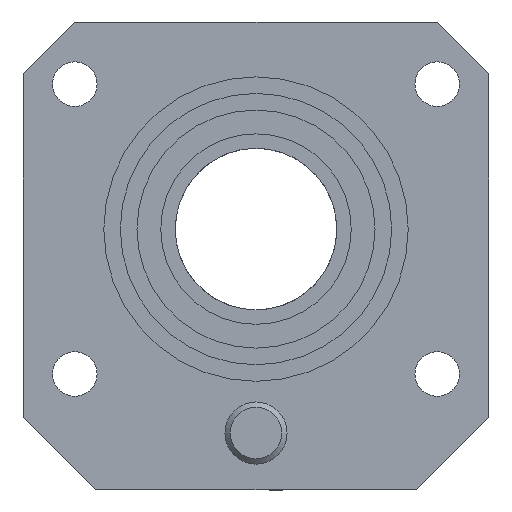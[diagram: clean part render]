
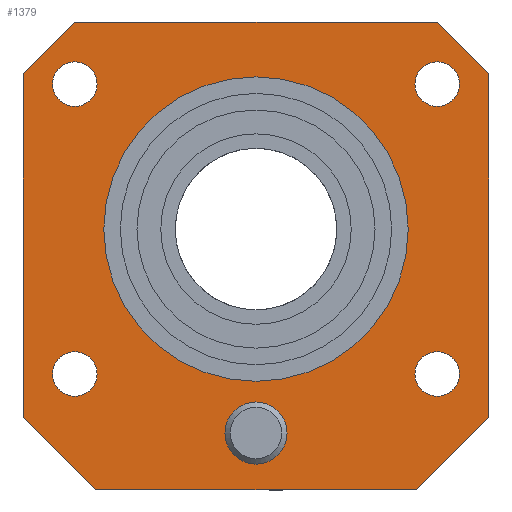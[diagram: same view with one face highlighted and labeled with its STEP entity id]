
A CAD part, left-side view. The second image highlights one B-rep face of the part: STEP entity #1379.
In plain terms, the highlighted planar face has unit normal (-1, 0, 0).
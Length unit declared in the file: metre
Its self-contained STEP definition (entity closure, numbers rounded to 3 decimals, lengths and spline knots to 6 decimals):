
#64=PLANE('',#1516);
#114=LINE('',#2328,#218);
#143=LINE('',#2468,#247);
#149=LINE('',#2484,#253);
#151=LINE('',#2496,#255);
#167=LINE('',#2556,#271);
#168=LINE('',#2557,#272);
#169=LINE('',#2558,#273);
#170=LINE('',#2559,#274);
#218=VECTOR('',#1644,1.);
#247=VECTOR('',#1727,1.);
#253=VECTOR('',#1737,1.);
#255=VECTOR('',#1749,1.);
#271=VECTOR('',#1799,1.);
#272=VECTOR('',#1800,1.);
#273=VECTOR('',#1801,1.);
#274=VECTOR('',#1802,1.);
#438=ORIENTED_EDGE('',*,*,#792,.T.);
#439=ORIENTED_EDGE('',*,*,#793,.F.);
#440=ORIENTED_EDGE('',*,*,#794,.F.);
#441=ORIENTED_EDGE('',*,*,#795,.F.);
#442=ORIENTED_EDGE('',*,*,#796,.F.);
#443=ORIENTED_EDGE('',*,*,#797,.T.);
#444=ORIENTED_EDGE('',*,*,#761,.F.);
#445=ORIENTED_EDGE('',*,*,#798,.T.);
#446=ORIENTED_EDGE('',*,*,#754,.F.);
#447=ORIENTED_EDGE('',*,*,#799,.T.);
#448=ORIENTED_EDGE('',*,*,#700,.T.);
#449=ORIENTED_EDGE('',*,*,#800,.T.);
#450=ORIENTED_EDGE('',*,*,#767,.T.);
#451=ORIENTED_EDGE('',*,*,#801,.T.);
#700=EDGE_CURVE('',#885,#886,#114,.T.);
#754=EDGE_CURVE('',#929,#930,#143,.T.);
#761=EDGE_CURVE('',#936,#937,#149,.T.);
#767=EDGE_CURVE('',#942,#943,#151,.T.);
#792=EDGE_CURVE('',#963,#963,#1045,.T.);
#793=EDGE_CURVE('',#964,#964,#1046,.F.);
#794=EDGE_CURVE('',#965,#965,#1047,.F.);
#795=EDGE_CURVE('',#966,#966,#1048,.F.);
#796=EDGE_CURVE('',#967,#967,#1049,.F.);
#797=EDGE_CURVE('',#968,#968,#1050,.T.);
#798=EDGE_CURVE('',#936,#930,#167,.F.);
#799=EDGE_CURVE('',#929,#885,#168,.T.);
#800=EDGE_CURVE('',#886,#942,#169,.F.);
#801=EDGE_CURVE('',#943,#937,#170,.T.);
#885=VERTEX_POINT('',#2329);
#886=VERTEX_POINT('',#2330);
#929=VERTEX_POINT('',#2469);
#930=VERTEX_POINT('',#2470);
#936=VERTEX_POINT('',#2483);
#937=VERTEX_POINT('',#2485);
#942=VERTEX_POINT('',#2497);
#943=VERTEX_POINT('',#2498);
#963=VERTEX_POINT('',#2545);
#964=VERTEX_POINT('',#2547);
#965=VERTEX_POINT('',#2549);
#966=VERTEX_POINT('',#2551);
#967=VERTEX_POINT('',#2553);
#968=VERTEX_POINT('',#2555);
#1045=CIRCLE('',#1517,0.003);
#1046=CIRCLE('',#1518,0.00215);
#1047=CIRCLE('',#1519,0.00215);
#1048=CIRCLE('',#1520,0.00215);
#1049=CIRCLE('',#1521,0.00215);
#1050=CIRCLE('',#1522,0.0147);
#1113=EDGE_LOOP('',(#438));
#1114=EDGE_LOOP('',(#439));
#1115=EDGE_LOOP('',(#440));
#1116=EDGE_LOOP('',(#441));
#1117=EDGE_LOOP('',(#442));
#1118=EDGE_LOOP('',(#443));
#1119=EDGE_LOOP('',(#444,#445,#446,#447,#448,#449,#450,#451));
#1255=FACE_BOUND('',#1113,.T.);
#1256=FACE_BOUND('',#1114,.T.);
#1257=FACE_BOUND('',#1115,.T.);
#1258=FACE_BOUND('',#1116,.T.);
#1259=FACE_BOUND('',#1117,.T.);
#1260=FACE_BOUND('',#1118,.T.);
#1261=FACE_BOUND('',#1119,.T.);
#1379=ADVANCED_FACE('',(#1255,#1256,#1257,#1258,#1259,#1260,#1261),#64,
 .F.);
#1516=AXIS2_PLACEMENT_3D('',#2543,#1785,#1786);
#1517=AXIS2_PLACEMENT_3D('',#2544,#1787,#1788);
#1518=AXIS2_PLACEMENT_3D('',#2546,#1789,#1790);
#1519=AXIS2_PLACEMENT_3D('',#2548,#1791,#1792);
#1520=AXIS2_PLACEMENT_3D('',#2550,#1793,#1794);
#1521=AXIS2_PLACEMENT_3D('',#2552,#1795,#1796);
#1522=AXIS2_PLACEMENT_3D('',#2554,#1797,#1798);
#1644=DIRECTION('',(0.,0.,1.));
#1727=DIRECTION('',(0.,1.,0.));
#1737=DIRECTION('',(0.,0.,1.));
#1749=DIRECTION('',(0.,1.,0.));
#1785=DIRECTION('',(1.,0.,0.));
#1786=DIRECTION('',(0.,1.,0.));
#1787=DIRECTION('',(1.,0.,0.));
#1788=DIRECTION('',(0.,0.,-1.));
#1789=DIRECTION('',(1.,0.,0.));
#1790=DIRECTION('',(0.,0.,-1.));
#1791=DIRECTION('',(1.,0.,0.));
#1792=DIRECTION('',(0.,0.,-1.));
#1793=DIRECTION('',(1.,0.,0.));
#1794=DIRECTION('',(0.,0.,-1.));
#1795=DIRECTION('',(1.,0.,0.));
#1796=DIRECTION('',(0.,0.,-1.));
#1797=DIRECTION('',(1.,0.,0.));
#1798=DIRECTION('',(0.,0.,-1.));
#1799=DIRECTION('',(0.,0.707,0.707));
#1800=DIRECTION('',(0.,-0.707,0.707));
#1801=DIRECTION('',(0.,-0.707,-0.707));
#1802=DIRECTION('',(0.,0.707,-0.707));
#2328=CARTESIAN_POINT('',(0.,-0.0225,0.));
#2329=CARTESIAN_POINT('',(0.,-0.0225,-0.0182));
#2330=CARTESIAN_POINT('',(0.,-0.0225,0.015));
#2468=CARTESIAN_POINT('',(0.,0.,-0.0252));
#2469=CARTESIAN_POINT('',(0.,-0.0155,-0.0252));
#2470=CARTESIAN_POINT('',(0.,0.0155,-0.0252));
#2483=CARTESIAN_POINT('',(0.,0.0225,-0.0182));
#2484=CARTESIAN_POINT('',(0.,0.0225,0.));
#2485=CARTESIAN_POINT('',(0.,0.0225,0.015));
#2496=CARTESIAN_POINT('',(0.,0.,0.02));
#2497=CARTESIAN_POINT('',(0.,-0.0175,0.02));
#2498=CARTESIAN_POINT('',(0.,0.0175,0.02));
#2543=CARTESIAN_POINT('',(0.,0.,0.));
#2544=CARTESIAN_POINT('',(0.,0.,-0.0197));
#2545=CARTESIAN_POINT('',(0.,0.,-0.0227));
#2546=CARTESIAN_POINT('',(0.,0.0175,-0.014));
#2547=CARTESIAN_POINT('',(0.,0.0175,-0.01615));
#2548=CARTESIAN_POINT('',(0.,-0.0175,-0.014));
#2549=CARTESIAN_POINT('',(0.,-0.0175,-0.01615));
#2550=CARTESIAN_POINT('',(0.,-0.0175,0.014));
#2551=CARTESIAN_POINT('',(0.,-0.0175,0.01185));
#2552=CARTESIAN_POINT('',(0.,0.0175,0.014));
#2553=CARTESIAN_POINT('',(0.,0.0175,0.01185));
#2554=CARTESIAN_POINT('',(0.,0.,0.));
#2555=CARTESIAN_POINT('',(0.,0.,-0.0147));
#2556=CARTESIAN_POINT('',(0.,0.0225,-0.0182));
#2557=CARTESIAN_POINT('',(0.,-0.0155,-0.0252));
#2558=CARTESIAN_POINT('',(0.,-0.0225,0.015));
#2559=CARTESIAN_POINT('',(0.,0.0175,0.02));
